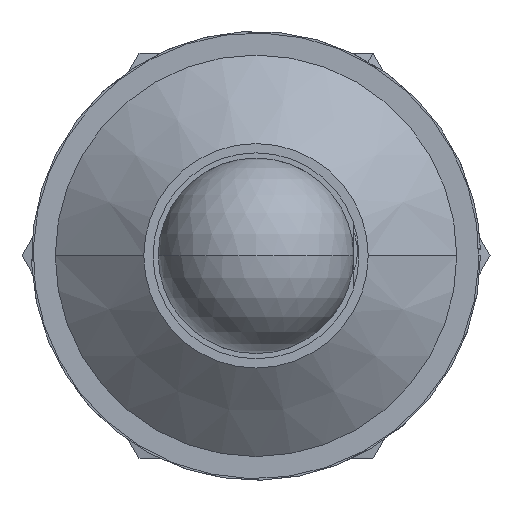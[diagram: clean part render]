
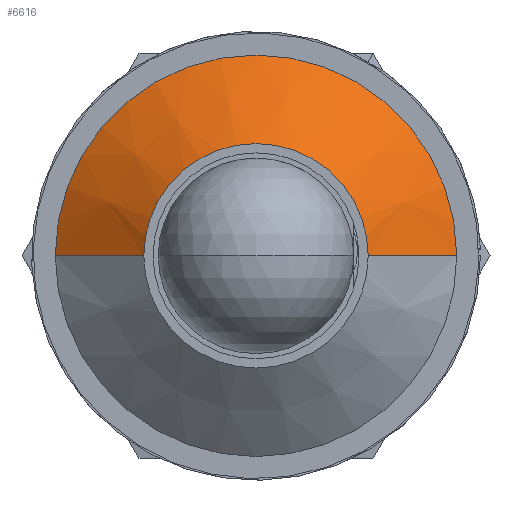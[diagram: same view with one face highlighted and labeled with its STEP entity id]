
A CAD part, left-side view. The second image highlights one B-rep face of the part: STEP entity #6616.
In plain terms, the highlighted conical face has half-angle 51.301 degrees and reference radius 4.953 mm.
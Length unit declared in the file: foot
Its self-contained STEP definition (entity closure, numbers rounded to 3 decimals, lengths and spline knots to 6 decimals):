
#213 = CIRCLE ( 'NONE', #1299, 0.01625 ) ;
#214 = DIRECTION ( 'NONE',  ( 1., 0., 0. ) ) ;
#424 = CONICAL_SURFACE ( 'NONE', #11202, 0.01625, 0.895 ) ;
#824 = CARTESIAN_POINT ( 'NONE',  ( 0.005741, -0.01625, 0. ) ) ;
#890 = ORIENTED_EDGE ( 'NONE', *, *, #11017, .T. ) ;
#958 = CARTESIAN_POINT ( 'NONE',  ( 0.005741, 0., 0. ) ) ;
#1107 = AXIS2_PLACEMENT_3D ( 'NONE', #4635, #10715, #5499 ) ;
#1299 = AXIS2_PLACEMENT_3D ( 'NONE', #958, #7131, #1862 ) ;
#1836 = VECTOR ( 'NONE', #5761, 3.28084 ) ;
#1862 = DIRECTION ( 'NONE',  ( 0., 1., 0. ) ) ;
#2870 = EDGE_LOOP ( 'NONE', ( #7062, #890, #8755, #9082 ) ) ;
#4169 = EDGE_CURVE ( 'NONE', #4994, #7274, #10072, .T. ) ;
#4501 = DIRECTION ( 'NONE',  ( 0.625, 0.78, 0. ) ) ;
#4633 = DIRECTION ( 'NONE',  ( 0., 1., 0. ) ) ;
#4635 = CARTESIAN_POINT ( 'NONE',  ( 0., 0., 0. ) ) ;
#4994 = VERTEX_POINT ( 'NONE', #5420 ) ;
#5347 = VERTEX_POINT ( 'NONE', #7432 ) ;
#5405 = FACE_OUTER_BOUND ( 'NONE', #2870, .T. ) ;
#5420 = CARTESIAN_POINT ( 'NONE',  ( 0., 0.009083, 0. ) ) ;
#5438 = VECTOR ( 'NONE', #4501, 3.28084 ) ;
#5499 = DIRECTION ( 'NONE',  ( 0., 1., 0. ) ) ;
#5761 = DIRECTION ( 'NONE',  ( 0.625, -0.78, 0. ) ) ;
#6089 = CIRCLE ( 'NONE', #1107, 0.009083 ) ;
#6225 = LINE ( 'NONE', #10977, #1836 ) ;
#6616 = ADVANCED_FACE ( 'NONE', ( #5405 ), #424, .T. ) ;
#7062 = ORIENTED_EDGE ( 'NONE', *, *, #10792, .T. ) ;
#7131 = DIRECTION ( 'NONE',  ( 1., 0., 0. ) ) ;
#7240 = VERTEX_POINT ( 'NONE', #824 ) ;
#7274 = VERTEX_POINT ( 'NONE', #11379 ) ;
#7432 = CARTESIAN_POINT ( 'NONE',  ( 0., -0.009083, 0. ) ) ;
#8755 = ORIENTED_EDGE ( 'NONE', *, *, #9629, .F. ) ;
#9082 = ORIENTED_EDGE ( 'NONE', *, *, #4169, .F. ) ;
#9629 = EDGE_CURVE ( 'NONE', #7274, #7240, #213, .T. ) ;
#9716 = CARTESIAN_POINT ( 'NONE',  ( 0.005741, 0.01625, 0. ) ) ;
#10072 = LINE ( 'NONE', #9716, #5438 ) ;
#10709 = CARTESIAN_POINT ( 'NONE',  ( 0.005741, 0., 0. ) ) ;
#10715 = DIRECTION ( 'NONE',  ( 1., 0., 0. ) ) ;
#10792 = EDGE_CURVE ( 'NONE', #4994, #5347, #6089, .T. ) ;
#10977 = CARTESIAN_POINT ( 'NONE',  ( 0.005741, -0.01625, 0. ) ) ;
#11017 = EDGE_CURVE ( 'NONE', #5347, #7240, #6225, .T. ) ;
#11202 = AXIS2_PLACEMENT_3D ( 'NONE', #10709, #214, #4633 ) ;
#11379 = CARTESIAN_POINT ( 'NONE',  ( 0.005741, 0.01625, 0. ) ) ;
